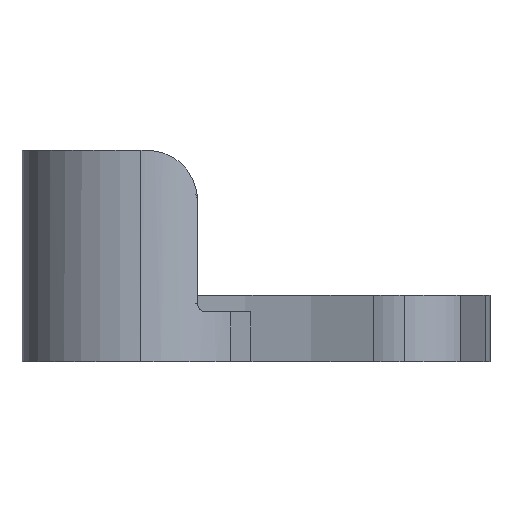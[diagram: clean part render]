
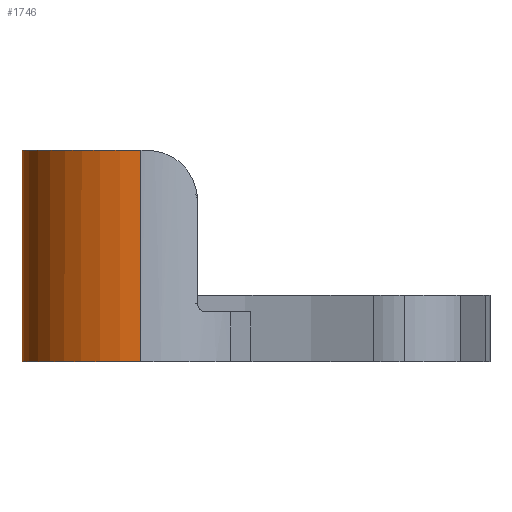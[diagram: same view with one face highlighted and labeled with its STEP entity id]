
A CAD part, left-side view. The second image highlights one B-rep face of the part: STEP entity #1746.
In plain terms, the highlighted cylindrical face has radius 14.287 mm (diameter 28.575 mm), a partial arc.
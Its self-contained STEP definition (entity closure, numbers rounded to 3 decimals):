
#126 = EDGE_LOOP ( 'NONE', ( #1431, #1559, #1582, #1557, #1584, #1555, #1594, #1580 ) ) ;
#317 = VECTOR ( 'NONE', #3266, 1000. ) ;
#325 = CIRCLE ( 'NONE', #1321, 14.288 ) ;
#352 = VECTOR ( 'NONE', #3338, 1000. ) ;
#376 = CIRCLE ( 'NONE', #1319, 14.288 ) ;
#429 = LINE ( 'NONE', #3299, #317 ) ;
#446 = CIRCLE ( 'NONE', #1317, 14.288 ) ;
#490 = LINE ( 'NONE', #3336, #352 ) ;
#625 = VERTEX_POINT ( 'NONE', #2240 ) ;
#690 = B_SPLINE_CURVE_WITH_KNOTS ( 'NONE', 3,
 ( #1054, #1098, #1077, #1034, #1010, #1002, #1008, #1009 ),
 .UNSPECIFIED., .F., .F.,
 ( 4, 2, 2, 4 ),
 ( 0., 0., 0.001, 0.002 ),
 .UNSPECIFIED. ) ;
#712 = B_SPLINE_CURVE_WITH_KNOTS ( 'NONE', 3,
 ( #3246, #3237, #3236, #3275, #3233, #3253, #3248, #3256, #3252, #3249, #3250, #3314, #3301, #3305, #3302, #3268, #3234, #3307, #3319, #3308, #3304, #3310, #3309, #2726 ),
 .UNSPECIFIED., .F., .F.,
 ( 4, 2, 2, 2, 2, 2, 2, 2, 2, 2, 2, 4 ),
 ( 0., 0.001, 0.002, 0.003, 0.004, 0.004, 0.005, 0.006, 0.008, 0.008, 0.009, 0.01 ),
 .UNSPECIFIED. ) ;
#737 = LINE ( 'NONE', #2175, #746 ) ;
#746 = VECTOR ( 'NONE', #2140, 1000. ) ;
#955 = CARTESIAN_POINT ( 'NONE',  ( -1.514, 4.006, 25.4 ) ) ;
#964 = DIRECTION ( 'NONE',  ( 1., 0., 0. ) ) ;
#968 = DIRECTION ( 'NONE',  ( 0., 0., -1. ) ) ;
#1002 = CARTESIAN_POINT ( 'NONE',  ( 10.418, 11.867, 6.484 ) ) ;
#1008 = CARTESIAN_POINT ( 'NONE',  ( 10.356, 11.958, 6.747 ) ) ;
#1009 = CARTESIAN_POINT ( 'NONE',  ( 10.356, 11.958, 7.015 ) ) ;
#1010 = CARTESIAN_POINT ( 'NONE',  ( 10.57, 11.63, 6.203 ) ) ;
#1034 = CARTESIAN_POINT ( 'NONE',  ( 10.63, 11.534, 6.128 ) ) ;
#1054 = CARTESIAN_POINT ( 'NONE',  ( 10.892, 11.094, 5.999 ) ) ;
#1077 = CARTESIAN_POINT ( 'NONE',  ( 10.758, 11.324, 6.026 ) ) ;
#1092 = CARTESIAN_POINT ( 'NONE',  ( -15.801, 4.006, 0. ) ) ;
#1098 = CARTESIAN_POINT ( 'NONE',  ( 10.825, 11.21, 5.999 ) ) ;
#1105 = FACE_OUTER_BOUND ( 'NONE', #126, .T. ) ;
#1235 = AXIS2_PLACEMENT_3D ( 'NONE', #955, #968, #964 ) ;
#1317 = AXIS2_PLACEMENT_3D ( 'NONE', #3317, #3313, #3312 ) ;
#1319 = AXIS2_PLACEMENT_3D ( 'NONE', #3240, #3241, #3267 ) ;
#1321 = AXIS2_PLACEMENT_3D ( 'NONE', #2722, #2702, #2738 ) ;
#1431 = ORIENTED_EDGE ( 'NONE', *, *, #1916, .F. ) ;
#1503 = VERTEX_POINT ( 'NONE', #2385 ) ;
#1555 = ORIENTED_EDGE ( 'NONE', *, *, #1930, .T. ) ;
#1557 = ORIENTED_EDGE ( 'NONE', *, *, #1928, .F. ) ;
#1559 = ORIENTED_EDGE ( 'NONE', *, *, #1925, .T. ) ;
#1580 = ORIENTED_EDGE ( 'NONE', *, *, #1921, .F. ) ;
#1582 = ORIENTED_EDGE ( 'NONE', *, *, #1929, .F. ) ;
#1584 = ORIENTED_EDGE ( 'NONE', *, *, #1907, .F. ) ;
#1594 = ORIENTED_EDGE ( 'NONE', *, *, #2102, .T. ) ;
#1746 = ADVANCED_FACE ( 'NONE', ( #1105 ), #1935, .T. ) ;
#1842 = VERTEX_POINT ( 'NONE', #1092 ) ;
#1907 = EDGE_CURVE ( 'NONE', #2971, #2964, #690, .T. ) ;
#1916 = EDGE_CURVE ( 'NONE', #2919, #1842, #490, .T. ) ;
#1921 = EDGE_CURVE ( 'NONE', #1842, #625, #446, .T. ) ;
#1925 = EDGE_CURVE ( 'NONE', #2919, #2927, #376, .T. ) ;
#1928 = EDGE_CURVE ( 'NONE', #2964, #1503, #429, .T. ) ;
#1929 = EDGE_CURVE ( 'NONE', #1503, #2927, #712, .T. ) ;
#1930 = EDGE_CURVE ( 'NONE', #2971, #2058, #325, .T. ) ;
#1935 = CYLINDRICAL_SURFACE ( 'NONE', #1235, 14.288 ) ;
#2058 = VERTEX_POINT ( 'NONE', #2731 ) ;
#2102 = EDGE_CURVE ( 'NONE', #2058, #625, #737, .T. ) ;
#2140 = DIRECTION ( 'NONE',  ( 0., 0., -1. ) ) ;
#2175 = CARTESIAN_POINT ( 'NONE',  ( 12.774, 4.006, 25.4 ) ) ;
#2240 = CARTESIAN_POINT ( 'NONE',  ( 12.774, 4.006, 0. ) ) ;
#2385 = CARTESIAN_POINT ( 'NONE',  ( 10.356, 11.958, 19.05 ) ) ;
#2702 = DIRECTION ( 'NONE',  ( 0., 0., -1. ) ) ;
#2722 = CARTESIAN_POINT ( 'NONE',  ( -1.514, 4.006, 5.999 ) ) ;
#2726 = CARTESIAN_POINT ( 'NONE',  ( 5.585, 16.405, 25.4 ) ) ;
#2731 = CARTESIAN_POINT ( 'NONE',  ( 12.774, 4.006, 5.999 ) ) ;
#2738 = DIRECTION ( 'NONE',  ( -1., 0., 0. ) ) ;
#2919 = VERTEX_POINT ( 'NONE', #3008 ) ;
#2927 = VERTEX_POINT ( 'NONE', #3026 ) ;
#2964 = VERTEX_POINT ( 'NONE', #3062 ) ;
#2971 = VERTEX_POINT ( 'NONE', #3069 ) ;
#3008 = CARTESIAN_POINT ( 'NONE',  ( -15.801, 4.006, 25.4 ) ) ;
#3026 = CARTESIAN_POINT ( 'NONE',  ( 5.585, 16.405, 25.4 ) ) ;
#3062 = CARTESIAN_POINT ( 'NONE',  ( 10.356, 11.958, 7.015 ) ) ;
#3069 = CARTESIAN_POINT ( 'NONE',  ( 10.892, 11.094, 5.999 ) ) ;
#3233 = CARTESIAN_POINT ( 'NONE',  ( 10.232, 12.141, 20.726 ) ) ;
#3234 = CARTESIAN_POINT ( 'NONE',  ( 7.94, 14.726, 24.809 ) ) ;
#3236 = CARTESIAN_POINT ( 'NONE',  ( 10.332, 11.994, 19.9 ) ) ;
#3237 = CARTESIAN_POINT ( 'NONE',  ( 10.356, 11.958, 19.479 ) ) ;
#3240 = CARTESIAN_POINT ( 'NONE',  ( -1.514, 4.006, 25.4 ) ) ;
#3241 = DIRECTION ( 'NONE',  ( 0., 0., -1. ) ) ;
#3246 = CARTESIAN_POINT ( 'NONE',  ( 10.356, 11.958, 19.05 ) ) ;
#3248 = CARTESIAN_POINT ( 'NONE',  ( 10.117, 12.305, 21.335 ) ) ;
#3249 = CARTESIAN_POINT ( 'NONE',  ( 9.626, 12.953, 22.816 ) ) ;
#3250 = CARTESIAN_POINT ( 'NONE',  ( 9.544, 13.055, 22.987 ) ) ;
#3252 = CARTESIAN_POINT ( 'NONE',  ( 9.849, 12.67, 22.292 ) ) ;
#3253 = CARTESIAN_POINT ( 'NONE',  ( 10.159, 12.245, 21.133 ) ) ;
#3256 = CARTESIAN_POINT ( 'NONE',  ( 9.971, 12.507, 21.922 ) ) ;
#3266 = DIRECTION ( 'NONE',  ( 0., 0., 1. ) ) ;
#3267 = DIRECTION ( 'NONE',  ( -1., 0., 0. ) ) ;
#3268 = CARTESIAN_POINT ( 'NONE',  ( 8.222, 14.469, 24.622 ) ) ;
#3275 = CARTESIAN_POINT ( 'NONE',  ( 10.261, 12.098, 20.521 ) ) ;
#3299 = CARTESIAN_POINT ( 'NONE',  ( 10.356, 11.958, 5.999 ) ) ;
#3301 = CARTESIAN_POINT ( 'NONE',  ( 9.272, 13.377, 23.466 ) ) ;
#3302 = CARTESIAN_POINT ( 'NONE',  ( 8.74, 13.962, 24.166 ) ) ;
#3304 = CARTESIAN_POINT ( 'NONE',  ( 6.83, 15.606, 25.256 ) ) ;
#3305 = CARTESIAN_POINT ( 'NONE',  ( 8.968, 13.719, 23.905 ) ) ;
#3307 = CARTESIAN_POINT ( 'NONE',  ( 7.484, 15.106, 25.033 ) ) ;
#3308 = CARTESIAN_POINT ( 'NONE',  ( 7., 15.482, 25.21 ) ) ;
#3309 = CARTESIAN_POINT ( 'NONE',  ( 5.957, 16.192, 25.4 ) ) ;
#3310 = CARTESIAN_POINT ( 'NONE',  ( 6.314, 15.965, 25.365 ) ) ;
#3312 = DIRECTION ( 'NONE',  ( -1., 0., 0. ) ) ;
#3313 = DIRECTION ( 'NONE',  ( 0., 0., -1. ) ) ;
#3314 = CARTESIAN_POINT ( 'NONE',  ( 9.367, 13.267, 23.312 ) ) ;
#3317 = CARTESIAN_POINT ( 'NONE',  ( -1.514, 4.006, 0. ) ) ;
#3319 = CARTESIAN_POINT ( 'NONE',  ( 7.327, 15.232, 25.098 ) ) ;
#3336 = CARTESIAN_POINT ( 'NONE',  ( -15.801, 4.006, 25.4 ) ) ;
#3338 = DIRECTION ( 'NONE',  ( 0., 0., -1. ) ) ;
